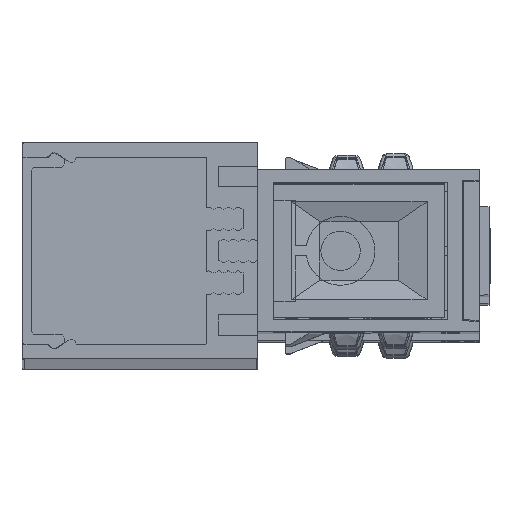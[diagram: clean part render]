
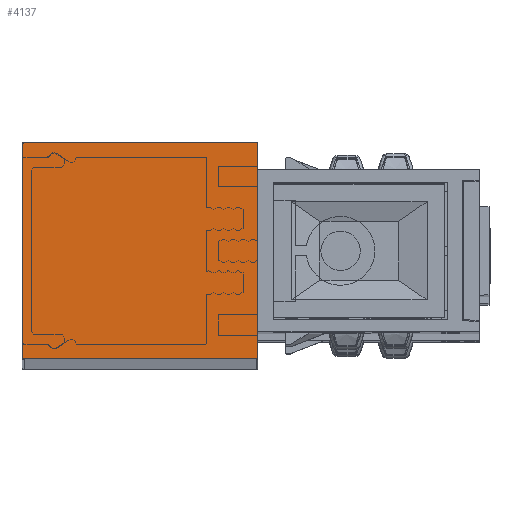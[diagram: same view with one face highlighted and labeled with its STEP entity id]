
A CAD part, top view. The second image highlights one B-rep face of the part: STEP entity #4137.
In plain terms, the highlighted planar face has unit normal (0, 0, 1).
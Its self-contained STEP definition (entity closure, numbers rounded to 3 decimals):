
#262=DIRECTION('',(-1.,0.,0.));
#263=VECTOR('',#262,24.);
#264=CARTESIAN_POINT('',(24.,11.,302.));
#265=LINE('',#264,#263);
#266=DIRECTION('',(0.,1.,0.));
#267=VECTOR('',#266,22.);
#268=CARTESIAN_POINT('',(24.,-11.,302.));
#269=LINE('',#268,#267);
#270=DIRECTION('',(1.,0.,0.));
#271=VECTOR('',#270,24.);
#272=CARTESIAN_POINT('',(0.,-11.,302.));
#273=LINE('',#272,#271);
#274=DIRECTION('',(0.,-1.,0.));
#275=VECTOR('',#274,22.);
#276=CARTESIAN_POINT('',(0.,11.,302.));
#277=LINE('',#276,#275);
#2766=CARTESIAN_POINT('',(24.,11.,302.));
#2767=CARTESIAN_POINT('',(0.,11.,302.));
#2768=VERTEX_POINT('',#2766);
#2769=VERTEX_POINT('',#2767);
#2770=CARTESIAN_POINT('',(0.,-11.,302.));
#2771=VERTEX_POINT('',#2770);
#2772=CARTESIAN_POINT('',(24.,-11.,302.));
#2773=VERTEX_POINT('',#2772);
#4126=CARTESIAN_POINT('',(0.,0.,302.));
#4127=DIRECTION('',(0.,0.,1.));
#4128=DIRECTION('',(0.,1.,0.));
#4129=AXIS2_PLACEMENT_3D('',#4126,#4127,#4128);
#4130=PLANE('',#4129);
#4131=ORIENTED_EDGE('',*,*,#3656,.F.);
#4132=ORIENTED_EDGE('',*,*,#3994,.F.);
#4133=ORIENTED_EDGE('',*,*,#4107,.F.);
#4134=ORIENTED_EDGE('',*,*,#4063,.F.);
#4135=EDGE_LOOP('',(#4131,#4132,#4133,#4134));
#4136=FACE_OUTER_BOUND('',#4135,.F.);
#3656=EDGE_CURVE('',#2768,#2769,#265,.T.);
#3994=EDGE_CURVE('',#2773,#2768,#269,.T.);
#4063=EDGE_CURVE('',#2769,#2771,#277,.T.);
#4107=EDGE_CURVE('',#2771,#2773,#273,.T.);
#4137=ADVANCED_FACE('',(#4136),#4130,.T.);
